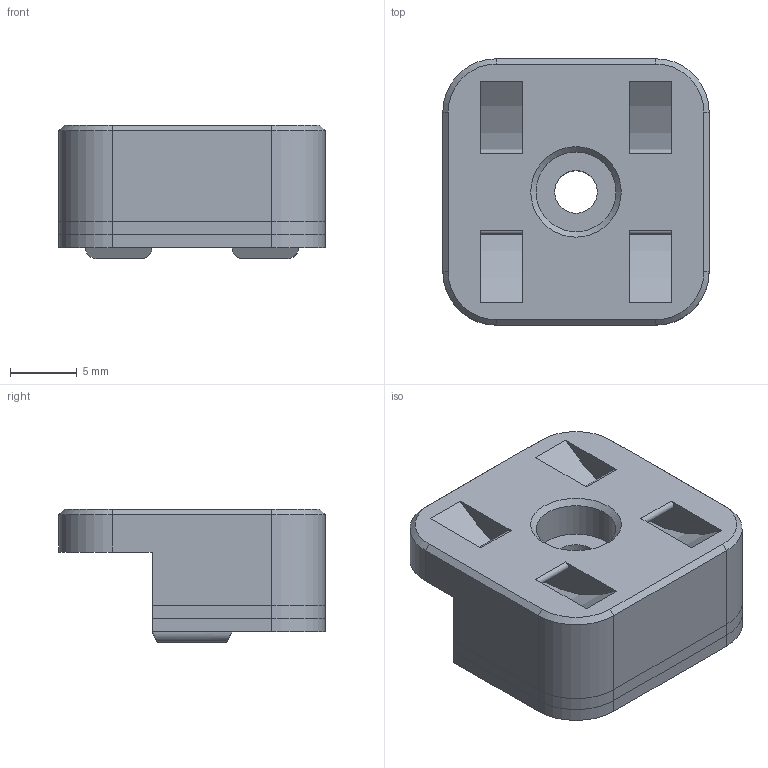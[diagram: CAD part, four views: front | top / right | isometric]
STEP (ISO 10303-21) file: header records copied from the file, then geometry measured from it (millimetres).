
FILE_DESCRIPTION(/* description */ (''),/* implementation_level */ '2;1');
FILE_NAME(/* name */ 'SexyZip.step',/* time_stamp */ '2022-09-04T19:31:34+02:00',/* author */ (''),/* organization */ (''),/* preprocessor_version */ 'ST-DEVELOPER v19',/* originating_system */ 'Autodesk Translation Framework v11.7.0.108',/* authorisation */ '');
FILE_SCHEMA (('AUTOMOTIVE_DESIGN { 1 0 10303 214 3 1 1 }'));
Length unit declared in the file: millimetre
Products named in the file (4): SexyZip; 4mm; 5mm; 6mm
Assembly tree (3 placements, depth 2):
  SexyZip
    4mm
    5mm
    6mm
Bounding box: 20 x 20 x 10 mm (x, y, z)
Surface area: 4862.7 mm2
Topology: 3 solids, 3 shells, 138 faces, 348 edges, 219 vertices
Faces by surface type: plane 69, cylinder 54, cone 15
Full cylindrical faces by diameter (mm): 3.2 x3, 6 x3
Entity records: 4276 total; most frequent: DIRECTION 761, CARTESIAN_POINT 712, ORIENTED_EDGE 696, EDGE_CURVE 348, AXIS2_PLACEMENT_3D 268, LINE 225, VECTOR 225, VERTEX_POINT 219
